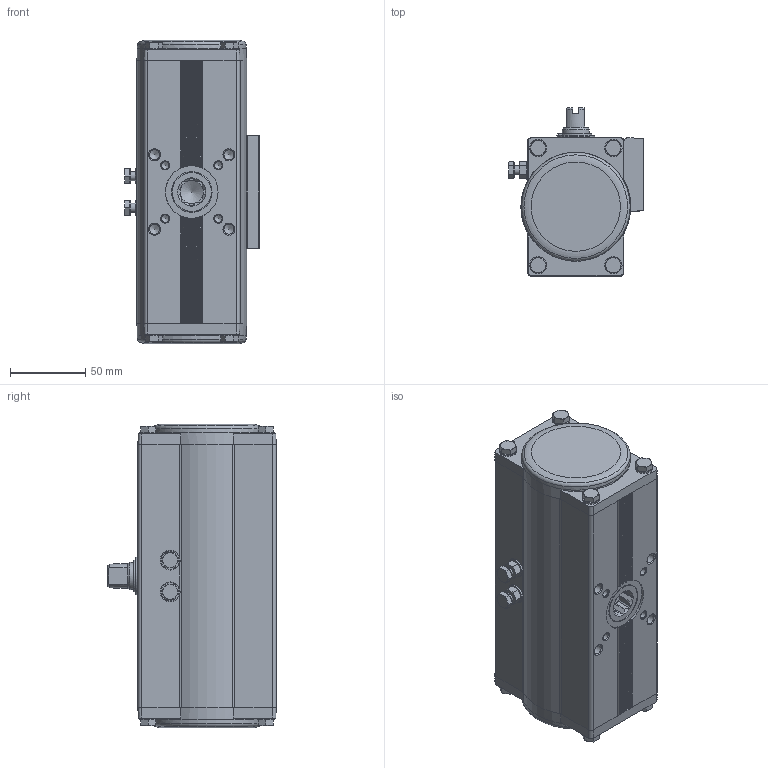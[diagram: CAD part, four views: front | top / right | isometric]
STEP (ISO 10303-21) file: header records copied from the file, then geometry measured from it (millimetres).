
FILE_DESCRIPTION(/* description */ ('STEP AP214'),/* implementation_level */ '2;1');
FILE_NAME(/* name */ '8065338_DFPD-40-RP-120-RD-F0507',/* time_stamp */ '2024-08-15T17:58:28+02:00',/* author */ ('License CC BY-ND 4.0'),/* organization */ ('CADENAS'),/* preprocessor_version */ 'ST-DEVELOPER v19.3',/* originating_system */ 'PARTsolutions',/* authorisation */ ' ');
FILE_SCHEMA (('AUTOMOTIVE_DESIGN {1 0 10303 214 3 1 1}'));
Length unit declared in the file: millimetre
Products named in the file (6): 8065338 DFPD-40-RP-120-RD-F0507---(90); 8042186 DFPD-40-120-RD-F05-------(housing); 8042186 DFPD-40(F05_90)---(shaft); 3637777 SCHEIBE 6.2X12X1.5-1.4301; 3639214 DFPD-40; DIN 934 - M6(F)
Assembly tree (8 placements, depth 2):
  8065338 DFPD-40-RP-120-RD-F0507---(90)
    8042186 DFPD-40-120-RD-F05-------(housing)
    8042186 DFPD-40(F05_90)---(shaft)
    3637777 SCHEIBE 6.2X12X1.5-1.4301  x2
    3639214 DFPD-40  x2
    DIN 934 - M6(F)  x2
Bounding box: 89.7 x 112 x 202 mm (x, y, z)
Volume: 1238990.5 mm3; surface area: 108751.7 mm2
Topology: 8 solids, 8 shells, 637 faces, 1490 edges, 923 vertices
Faces by surface type: plane 329, cone 144, cylinder 137, torus 25, sphere 2
Full cylindrical faces by diameter (mm): 2 x2, 4 x2, 4.134 x8, 4.917 x9, 6 x2, 6.2 x2, 6.647 x4, 8.5 x2, 8.566 x2, 9 x2, 10 x4, 11.5 x8, 12 x2, 13 x2, 18 x3, 19.3 x1, 19.5 x1, 21 x2, 25 x2, 26 x1, 26.5 x2, 27 x2, 35 x1
Entity records: 16422 total; most frequent: CARTESIAN_POINT 3374, DIRECTION 2684, ORIENTED_EDGE 2452, EDGE_CURVE 1226, AXIS2_PLACEMENT_3D 1070, VERTEX_POINT 850, FACE_BOUND 818, EDGE_LOOP 804
